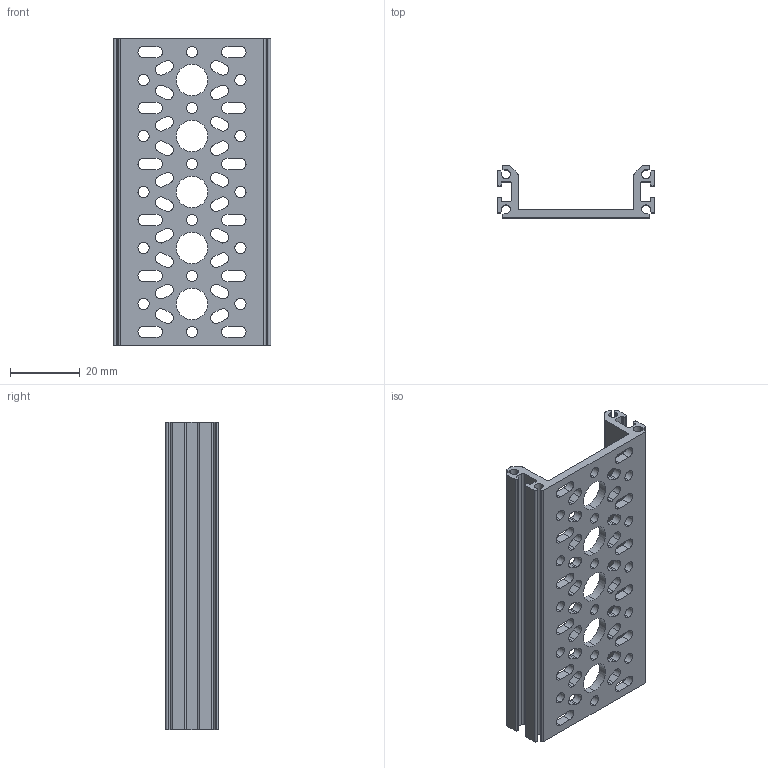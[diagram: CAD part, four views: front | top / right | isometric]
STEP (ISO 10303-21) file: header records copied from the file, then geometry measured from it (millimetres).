
FILE_DESCRIPTION (( 'STEP AP203' ), '1' );
FILE_NAME ('REV-41-1772.STEP', '2019-07-11T20:10:30', ( '' ), ( '' ), 'SwSTEP 2.0', 'SolidWorks 2018', '' );
FILE_SCHEMA (( 'CONFIG_CONTROL_DESIGN' ));
Length unit declared in the file: millimetre
Products named in the file (1): REV-41-1772
Bounding box: 45 x 15 x 88 mm (x, y, z)
Volume: 13889.5 mm3; surface area: 17247.6 mm2
Topology: 1 solids, 1 shells, 280 faces, 834 edges, 556 vertices
Faces by surface type: cylinder 180, plane 100
Entity records: 9847 total; most frequent: DIRECTION 1756, CARTESIAN_POINT 1671, ORIENTED_EDGE 1668, EDGE_CURVE 834, AXIS2_PLACEMENT_3D 641, VERTEX_POINT 556, VECTOR 474, LINE 474
